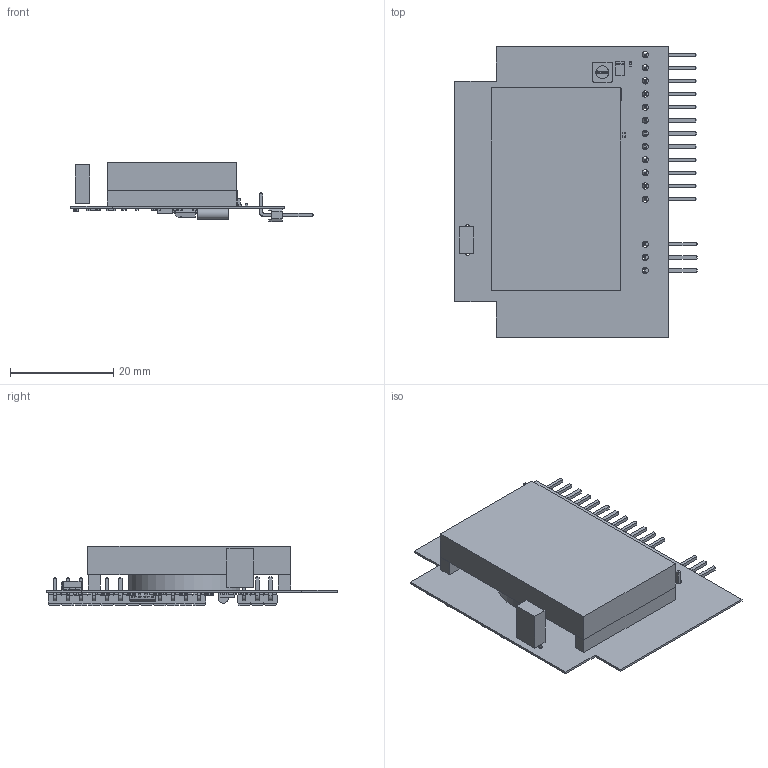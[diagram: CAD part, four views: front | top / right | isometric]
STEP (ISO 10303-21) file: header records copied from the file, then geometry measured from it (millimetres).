
FILE_DESCRIPTION(('Open CASCADE Model'),'2;1');
FILE_NAME('Open CASCADE Shape Model','2014-10-07T17:05:20',('Author'),( 'Open CASCADE'),'Open CASCADE STEP processor 6.5','Open CASCADE 6.5' ,'Unknown');
FILE_SCHEMA(('AUTOMOTIVE_DESIGN { 1 0 10303 214 1 1 1 1 }'));
Length unit declared in the file: millimetre
Products named in the file (82): PCB; Board; R24; R0402; R23; R22; Q1; 1169052360; Cylinder; C18; WE-CBF_0402_CBF; 74279273; Lötende; C16; 1169050560; C12; R18; R0603; U4; 809574912; Extruded; U3; SOIC127P600-8; C28; JP1; 3-Pin-2_54mm; 6130xx11021_PIN; 61300311021; LED1; 809577728; 1122050336; LED2; 1122050080; LED3; LED4; LED5; R1; R3; R4; R5 ...
Assembly tree (121 placements, depth 4):
  PCB
    Board
    R24
      R0402
    R23
      R0402
    R22
      R0402
    Q1
      1169052360
        Cylinder
    C18
      WE-CBF_0402_CBF
        74279273
        Lötende  x2
    C16
      1169050560
        Cylinder
    C12
      WE-CBF_0402_CBF
        74279273
        Lötende  x2
    R18
      R0603
    U4
      809574912
        Extruded
    U3
      SOIC127P600-8
    C28
      WE-CBF_0402_CBF
        74279273
        Lötende  x2
    JP1
      3-Pin-2_54mm
        6130xx11021_PIN  x3
        61300311021
    LED1
      809577728
        Extruded
      1122050336
        Extruded
    LED2
      1122050080
        Extruded
      1122050336
        Extruded
    LED3
      809577728
        Extruded
      1122050336
        Extruded
    LED4
      809577728
        Extruded
      1122050336
        Extruded
    LED5
      809577728
        Extruded
Bounding box: 46.85 x 56.2 x 11.53 mm (x, y, z)
Volume: 10037 mm3; surface area: 10637.8 mm2
Topology: 78 solids, 78 shells, 1447 faces, 3518 edges, 2222 vertices
Faces by surface type: plane 1130, cylinder 243, sphere 48, extrusion 16, bspline 7, torus 3
Full cylindrical faces by diameter (mm): 0.1 x2, 0.762 x2, 0.85 x3, 1 x16, 1.2 x15, 1.3 x2, 1.6 x1, 2 x1, 2.51 x1, 2.52 x1, 21.5 x1
Entity records: 52853 total; most frequent: CARTESIAN_POINT 12100, DIRECTION 6493, VECTOR 4301, LINE 4285, ORIENTED_EDGE 3632, PCURVE 3632, DEFINITIONAL_REPRESENTATION 3632, EDGE_CURVE 1816
